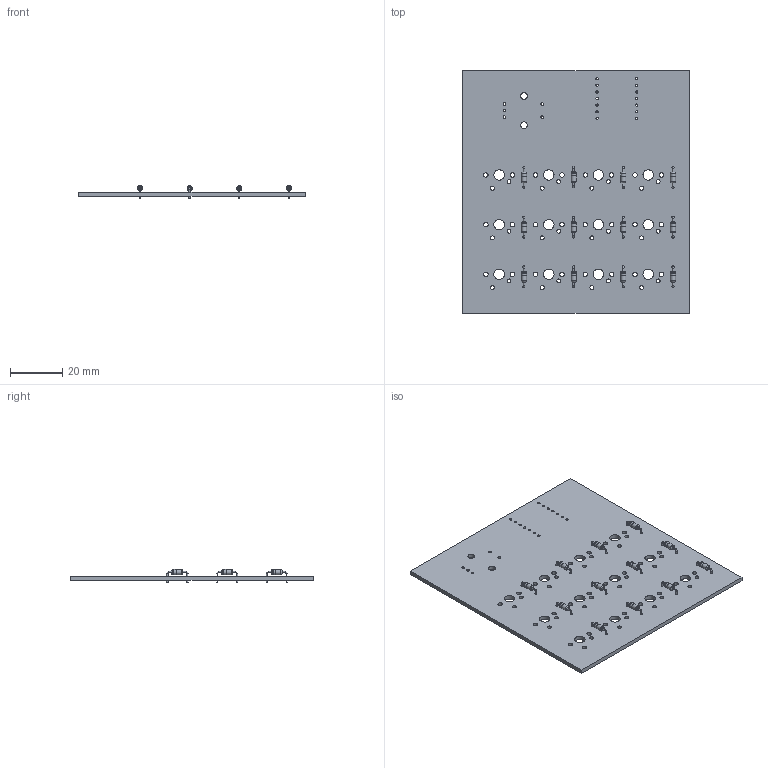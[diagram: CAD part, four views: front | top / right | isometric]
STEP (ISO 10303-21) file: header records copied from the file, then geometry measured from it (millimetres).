
FILE_DESCRIPTION(('KiCad electronic assembly'),'2;1');
FILE_NAME('pcb_fake calculator.step','2025-03-09T13:04:11',('Pcbnew'),( 'Kicad'),'Open CASCADE STEP processor 7.8','KiCad to STEP converter' ,'Unknown');
FILE_SCHEMA(('AUTOMOTIVE_DESIGN { 1 0 10303 214 1 1 1 1 }'));
Length unit declared in the file: millimetre
Products named in the file (4): pcb_fake calculator 1; D_DO-35_SOD27_P7.62mm_Horizontal; _autosave-kubas fake calculator_PCB
Assembly tree (14 placements, depth 3):
  pcb_fake calculator 1
    D_DO-35_SOD27_P7.62mm_Horizontal  x12
      D_DO-35_SOD27_P7.62mm_Horizontal
    _autosave-kubas fake calculator_PCB
Bounding box: 87 x 93 x 5.01 mm (x, y, z)
Volume: 12675.5 mm3; surface area: 17672.4 mm2
Topology: 25 solids, 25 shells, 303 faces, 615 edges, 386 vertices
Faces by surface type: cylinder 177, plane 78, torus 48
Full cylindrical faces by diameter (mm): 0.5 x36, 0.8 x24, 0.889 x14, 1 x5, 1.5 x24, 1.7 x24, 2 x24, 2.02 x12, 2.6 x2, 4 x12
Entity records: 4878 total; most frequent: DIRECTION 863, CARTESIAN_POINT 725, ORIENTED_EDGE 702, AXIS2_PLACEMENT_3D 370, EDGE_CURVE 351, FACE_BOUND 339, EDGE_LOOP 339, VERTEX_POINT 232
